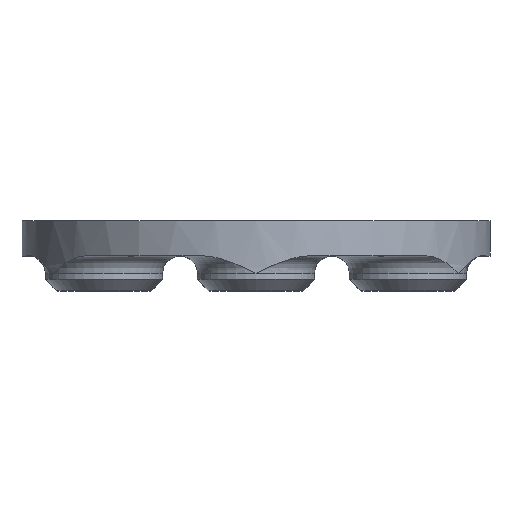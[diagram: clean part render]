
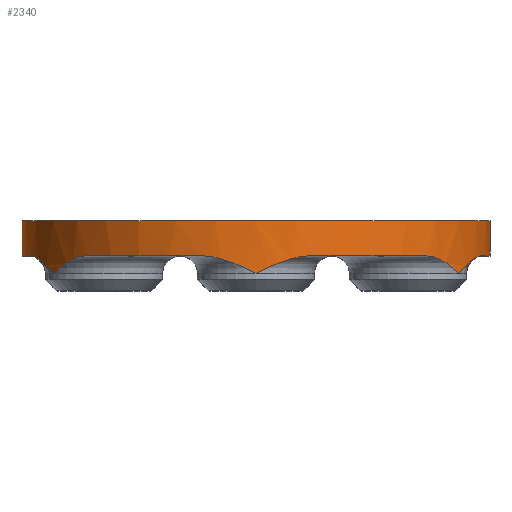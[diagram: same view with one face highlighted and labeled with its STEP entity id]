
A CAD part, top view. The second image highlights one B-rep face of the part: STEP entity #2340.
In plain terms, the highlighted cylindrical face has radius 20 mm (diameter 40 mm), a partial arc.
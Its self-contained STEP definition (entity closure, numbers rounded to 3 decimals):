
#622=CARTESIAN_POINT('Axis2P3D Location',(0.,6.,0.)) ;
#626=CARTESIAN_POINT('Vertex',(-20.,6.,0.)) ;
#628=CARTESIAN_POINT('Vertex',(20.,6.,0.)) ;
#1228=CARTESIAN_POINT('Control Point',(4.761,3.,19.425)) ;
#1229=CARTESIAN_POINT('Control Point',(3.696,3.,19.686)) ;
#1230=CARTESIAN_POINT('Control Point',(2.662,2.7,19.861)) ;
#1231=CARTESIAN_POINT('Control Point',(1.753,2.331,19.951)) ;
#1232=CARTESIAN_POINT('Control Point',(0.875,1.915,20.)) ;
#1233=CARTESIAN_POINT('Control Point',(0.,1.5,20.)) ;
#1234=CARTESIAN_POINT('Vertex',(0.,1.5,20.)) ;
#1236=CARTESIAN_POINT('Vertex',(4.761,3.,19.425)) ;
#1265=CARTESIAN_POINT('Vertex',(17.321,1.5,10.)) ;
#1291=CARTESIAN_POINT('Vertex',(19.203,3.,5.589)) ;
#1295=CARTESIAN_POINT('Control Point',(19.203,3.,5.589)) ;
#1296=CARTESIAN_POINT('Control Point',(19.054,3.,6.1)) ;
#1297=CARTESIAN_POINT('Control Point',(18.891,2.924,6.595)) ;
#1298=CARTESIAN_POINT('Control Point',(18.719,2.807,7.059)) ;
#1299=CARTESIAN_POINT('Control Point',(18.54,2.661,7.5)) ;
#1300=CARTESIAN_POINT('Vertex',(18.54,2.661,7.5)) ;
#1304=CARTESIAN_POINT('Control Point',(18.54,2.661,7.5)) ;
#1305=CARTESIAN_POINT('Control Point',(18.386,2.535,7.881)) ;
#1306=CARTESIAN_POINT('Control Point',(18.228,2.389,8.245)) ;
#1307=CARTESIAN_POINT('Control Point',(18.065,2.231,8.595)) ;
#1308=CARTESIAN_POINT('Control Point',(17.854,2.021,9.023)) ;
#1309=CARTESIAN_POINT('Control Point',(17.634,1.804,9.438)) ;
#1310=CARTESIAN_POINT('Control Point',(17.587,1.757,9.524)) ;
#1311=CARTESIAN_POINT('Control Point',(17.5,1.672,9.683)) ;
#1312=CARTESIAN_POINT('Control Point',(17.412,1.587,9.841)) ;
#1313=CARTESIAN_POINT('Control Point',(17.402,1.578,9.857)) ;
#1314=CARTESIAN_POINT('Control Point',(17.362,1.539,9.929)) ;
#1315=CARTESIAN_POINT('Control Point',(17.321,1.5,10.)) ;
#1565=CARTESIAN_POINT('Vertex',(-14.442,3.,13.836)) ;
#1569=CARTESIAN_POINT('Control Point',(-14.442,3.,13.836)) ;
#1570=CARTESIAN_POINT('Control Point',(-15.2,3.,13.044)) ;
#1571=CARTESIAN_POINT('Control Point',(-15.869,2.7,12.236)) ;
#1572=CARTESIAN_POINT('Control Point',(-16.401,2.331,11.494)) ;
#1573=CARTESIAN_POINT('Control Point',(-16.883,1.915,10.758)) ;
#1574=CARTESIAN_POINT('Control Point',(-17.321,1.5,10.)) ;
#1575=CARTESIAN_POINT('Vertex',(-17.321,1.5,10.)) ;
#1647=CARTESIAN_POINT('Axis2P3D Location',(0.,3.,0.)) ;
#1651=CARTESIAN_POINT('Vertex',(-4.761,3.,19.425)) ;
#1687=CARTESIAN_POINT('Control Point',(-4.761,3.,19.425)) ;
#1688=CARTESIAN_POINT('Control Point',(-3.696,3.,19.686)) ;
#1689=CARTESIAN_POINT('Control Point',(-2.662,2.7,19.861)) ;
#1690=CARTESIAN_POINT('Control Point',(-1.753,2.331,19.951)) ;
#1691=CARTESIAN_POINT('Control Point',(-0.875,1.915,20.)) ;
#1692=CARTESIAN_POINT('Control Point',(0.,1.5,20.)) ;
#1726=CARTESIAN_POINT('Axis2P3D Location',(0.,3.,0.)) ;
#1730=CARTESIAN_POINT('Vertex',(14.442,3.,13.836)) ;
#1802=CARTESIAN_POINT('Control Point',(14.442,3.,13.836)) ;
#1803=CARTESIAN_POINT('Control Point',(15.2,3.,13.044)) ;
#1804=CARTESIAN_POINT('Control Point',(15.869,2.7,12.236)) ;
#1805=CARTESIAN_POINT('Control Point',(16.401,2.331,11.494)) ;
#1806=CARTESIAN_POINT('Control Point',(16.883,1.915,10.758)) ;
#1807=CARTESIAN_POINT('Control Point',(17.321,1.5,10.)) ;
#1840=CARTESIAN_POINT('Vertex',(20.,3.,0.)) ;
#1843=CARTESIAN_POINT('Axis2P3D Location',(0.,3.,0.)) ;
#2142=CARTESIAN_POINT('Axis2P3D Location',(0.,3.,0.)) ;
#2161=CARTESIAN_POINT('Vertex',(-20.,3.,0.)) ;
#2164=CARTESIAN_POINT('Line Origine',(-20.,3.,0.)) ;
#2169=CARTESIAN_POINT('Line Origine',(20.,3.,0.)) ;
#2301=CARTESIAN_POINT('Control Point',(-19.203,3.,5.589)) ;
#2302=CARTESIAN_POINT('Control Point',(-19.054,3.,6.1)) ;
#2303=CARTESIAN_POINT('Control Point',(-18.891,2.924,6.595)) ;
#2304=CARTESIAN_POINT('Control Point',(-18.719,2.807,7.059)) ;
#2305=CARTESIAN_POINT('Control Point',(-18.54,2.661,7.5)) ;
#2306=CARTESIAN_POINT('Vertex',(-19.203,3.,5.589)) ;
#2308=CARTESIAN_POINT('Vertex',(-18.54,2.661,7.5)) ;
#2312=CARTESIAN_POINT('Control Point',(-18.54,2.661,7.5)) ;
#2313=CARTESIAN_POINT('Control Point',(-18.26,2.431,8.194)) ;
#2314=CARTESIAN_POINT('Control Point',(-17.963,2.133,8.827)) ;
#2315=CARTESIAN_POINT('Control Point',(-17.655,1.817,9.421)) ;
#2316=CARTESIAN_POINT('Control Point',(-17.321,1.5,10.)) ;
#2318=CARTESIAN_POINT('Axis2P3D Location',(0.,3.,0.)) ;
#623=DIRECTION('Axis2P3D Direction',(0.,1.,-0.)) ;
#1648=DIRECTION('Axis2P3D Direction',(0.,-1.,0.)) ;
#1727=DIRECTION('Axis2P3D Direction',(0.,-1.,0.)) ;
#1844=DIRECTION('Axis2P3D Direction',(0.,-1.,0.)) ;
#2143=DIRECTION('Axis2P3D Direction',(0.,1.,-0.)) ;
#2144=DIRECTION('Axis2P3D XDirection',(-1.,0.,0.)) ;
#2165=DIRECTION('Vector Direction',(0.,1.,0.)) ;
#2170=DIRECTION('Vector Direction',(0.,1.,0.)) ;
#2319=DIRECTION('Axis2P3D Direction',(0.,1.,-0.)) ;
#624=AXIS2_PLACEMENT_3D('Circle Axis2P3D',#622,#623,$) ;
#1649=AXIS2_PLACEMENT_3D('Circle Axis2P3D',#1647,#1648,$) ;
#1728=AXIS2_PLACEMENT_3D('Circle Axis2P3D',#1726,#1727,$) ;
#1845=AXIS2_PLACEMENT_3D('Circle Axis2P3D',#1843,#1844,$) ;
#2145=AXIS2_PLACEMENT_3D('Cylinder Axis2P3D',#2142,#2143,#2144) ;
#2320=AXIS2_PLACEMENT_3D('Circle Axis2P3D',#2318,#2319,$) ;
#2324=ORIENTED_EDGE('',*,*,#2310,.T.) ;
#2325=ORIENTED_EDGE('',*,*,#2317,.T.) ;
#2326=ORIENTED_EDGE('',*,*,#1577,.T.) ;
#2327=ORIENTED_EDGE('',*,*,#1653,.F.) ;
#2328=ORIENTED_EDGE('',*,*,#1693,.T.) ;
#2329=ORIENTED_EDGE('',*,*,#1238,.T.) ;
#2330=ORIENTED_EDGE('',*,*,#1732,.F.) ;
#2331=ORIENTED_EDGE('',*,*,#1808,.T.) ;
#2332=ORIENTED_EDGE('',*,*,#1316,.T.) ;
#2333=ORIENTED_EDGE('',*,*,#1302,.T.) ;
#2334=ORIENTED_EDGE('',*,*,#1847,.F.) ;
#2335=ORIENTED_EDGE('',*,*,#2173,.T.) ;
#2336=ORIENTED_EDGE('',*,*,#630,.F.) ;
#2337=ORIENTED_EDGE('',*,*,#2168,.F.) ;
#2338=ORIENTED_EDGE('',*,*,#2322,.F.) ;
#2166=VECTOR('Line Direction',#2165,1.) ;
#2171=VECTOR('Line Direction',#2170,1.) ;
#2340=ADVANCED_FACE('Corps principal',(#2339),#2146,.T.) ;
#1227=B_SPLINE_CURVE_WITH_KNOTS('',5,(#1228,#1229,#1230,#1231,#1232,#1233),.UNSPECIFIED.,.F.,.U.,(6,6),(0.,7.752),.UNSPECIFIED.) ;
#1294=B_SPLINE_CURVE_WITH_KNOTS('',4,(#1295,#1296,#1297,#1298,#1299),.UNSPECIFIED.,.F.,.U.,(5,5),(0.,3.012),.UNSPECIFIED.) ;
#1303=B_SPLINE_CURVE_WITH_KNOTS('',5,(#1304,#1305,#1306,#1307,#1308,#1309,#1310,#1311,#1312,#1313,#1314,#1315),.UNSPECIFIED.,.F.,.U.,(6,3,3,6),(0.,3.254,4.123,4.852),.UNSPECIFIED.) ;
#1568=B_SPLINE_CURVE_WITH_KNOTS('',5,(#1569,#1570,#1571,#1572,#1573,#1574),.UNSPECIFIED.,.F.,.U.,(6,6),(0.,7.752),.UNSPECIFIED.) ;
#1686=B_SPLINE_CURVE_WITH_KNOTS('',5,(#1687,#1688,#1689,#1690,#1691,#1692),.UNSPECIFIED.,.F.,.U.,(6,6),(0.,7.752),.UNSPECIFIED.) ;
#1801=B_SPLINE_CURVE_WITH_KNOTS('',5,(#1802,#1803,#1804,#1805,#1806,#1807),.UNSPECIFIED.,.F.,.U.,(6,6),(0.,7.752),.UNSPECIFIED.) ;
#2300=B_SPLINE_CURVE_WITH_KNOTS('',4,(#2301,#2302,#2303,#2304,#2305),.UNSPECIFIED.,.F.,.U.,(5,5),(0.,3.012),.UNSPECIFIED.) ;
#2311=B_SPLINE_CURVE_WITH_KNOTS('',4,(#2312,#2313,#2314,#2315,#2316),.UNSPECIFIED.,.F.,.U.,(5,5),(0.,4.74),.UNSPECIFIED.) ;
#625=CIRCLE('generated circle',#624,20.) ;
#1650=CIRCLE('generated circle',#1649,20.) ;
#1729=CIRCLE('generated circle',#1728,20.) ;
#1846=CIRCLE('generated circle',#1845,20.) ;
#2321=CIRCLE('generated circle',#2320,20.) ;
#2146=CYLINDRICAL_SURFACE('generated cylinder',#2145,20.) ;
#630=EDGE_CURVE('',#627,#629,#625,.T.) ;
#1238=EDGE_CURVE('',#1235,#1237,#1227,.F.) ;
#1302=EDGE_CURVE('',#1301,#1292,#1294,.F.) ;
#1316=EDGE_CURVE('',#1266,#1301,#1303,.F.) ;
#1577=EDGE_CURVE('',#1576,#1566,#1568,.F.) ;
#1653=EDGE_CURVE('',#1652,#1566,#1650,.T.) ;
#1693=EDGE_CURVE('',#1652,#1235,#1686,.T.) ;
#1732=EDGE_CURVE('',#1731,#1237,#1729,.T.) ;
#1808=EDGE_CURVE('',#1731,#1266,#1801,.T.) ;
#1847=EDGE_CURVE('',#1841,#1292,#1846,.T.) ;
#2168=EDGE_CURVE('',#2162,#627,#2167,.T.) ;
#2173=EDGE_CURVE('',#1841,#629,#2172,.T.) ;
#2310=EDGE_CURVE('',#2307,#2309,#2300,.T.) ;
#2317=EDGE_CURVE('',#2309,#1576,#2311,.T.) ;
#2322=EDGE_CURVE('',#2307,#2162,#2321,.F.) ;
#2323=EDGE_LOOP('',(#2324,#2325,#2326,#2327,#2328,#2329,#2330,#2331,#2332,#2333,#2334,#2335,#2336,#2337,#2338)) ;
#2339=FACE_OUTER_BOUND('',#2323,.T.) ;
#2167=LINE('Line',#2164,#2166) ;
#2172=LINE('Line',#2169,#2171) ;
#627=VERTEX_POINT('',#626) ;
#629=VERTEX_POINT('',#628) ;
#1235=VERTEX_POINT('',#1234) ;
#1237=VERTEX_POINT('',#1236) ;
#1266=VERTEX_POINT('',#1265) ;
#1292=VERTEX_POINT('',#1291) ;
#1301=VERTEX_POINT('',#1300) ;
#1566=VERTEX_POINT('',#1565) ;
#1576=VERTEX_POINT('',#1575) ;
#1652=VERTEX_POINT('',#1651) ;
#1731=VERTEX_POINT('',#1730) ;
#1841=VERTEX_POINT('',#1840) ;
#2162=VERTEX_POINT('',#2161) ;
#2307=VERTEX_POINT('',#2306) ;
#2309=VERTEX_POINT('',#2308) ;
